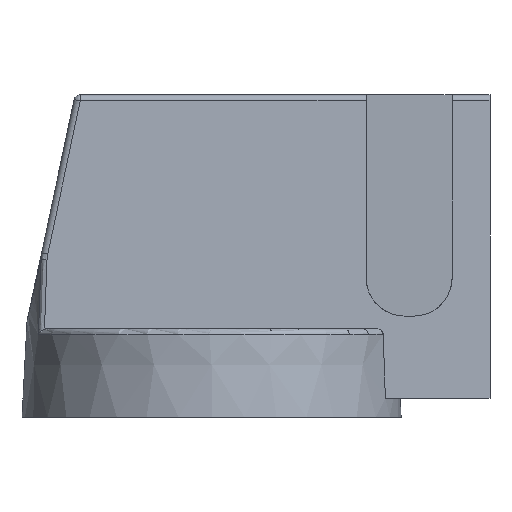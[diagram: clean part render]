
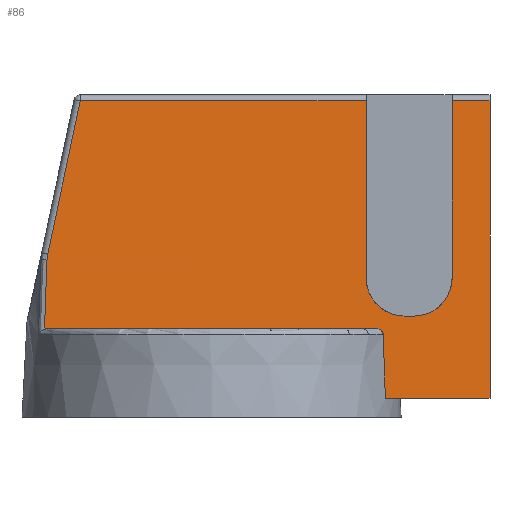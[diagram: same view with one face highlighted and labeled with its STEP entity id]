
A CAD part, front view. The second image highlights one B-rep face of the part: STEP entity #86.
In plain terms, the highlighted planar face has unit normal (0, -0.999, 0.052).
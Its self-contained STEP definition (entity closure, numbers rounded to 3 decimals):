
#86=ADVANCED_FACE('',(#200),#201,.T.);
#200=FACE_OUTER_BOUND('',#338,.T.);
#201=PLANE('',#339);
#338=EDGE_LOOP('',(#759,#760,#761,#762,#763,#764,#765,#766,#767,#768,#769,#770,#771,#772,#773,#774));
#339=AXIS2_PLACEMENT_3D('',#775,#776,#777);
#759=ORIENTED_EDGE('',*,*,#1106,.F.);
#760=ORIENTED_EDGE('',*,*,#1108,.F.);
#761=ORIENTED_EDGE('',*,*,#1109,.F.);
#762=ORIENTED_EDGE('',*,*,#1110,.F.);
#763=ORIENTED_EDGE('',*,*,#1111,.F.);
#764=ORIENTED_EDGE('',*,*,#1112,.F.);
#765=ORIENTED_EDGE('',*,*,#1113,.F.);
#766=ORIENTED_EDGE('',*,*,#1114,.F.);
#767=ORIENTED_EDGE('',*,*,#1115,.T.);
#768=ORIENTED_EDGE('',*,*,#1116,.T.);
#769=ORIENTED_EDGE('',*,*,#1117,.T.);
#770=ORIENTED_EDGE('',*,*,#1118,.F.);
#771=ORIENTED_EDGE('',*,*,#1119,.F.);
#772=ORIENTED_EDGE('',*,*,#1120,.F.);
#773=ORIENTED_EDGE('',*,*,#1121,.F.);
#774=ORIENTED_EDGE('',*,*,#1122,.F.);
#775=CARTESIAN_POINT('',(38.,9.449,7.));
#776=DIRECTION('',(0.,-0.999,0.052));
#777=DIRECTION('',(-1.0,0.,0.0));
#1106=EDGE_CURVE('',#1304,#1301,#1306,.T.);
#1108=EDGE_CURVE('',#1308,#1304,#1309,.T.);
#1109=EDGE_CURVE('',#1310,#1308,#1311,.T.);
#1110=EDGE_CURVE('',#1312,#1310,#1313,.T.);
#1111=EDGE_CURVE('',#1314,#1312,#1315,.T.);
#1112=EDGE_CURVE('',#1316,#1314,#1317,.T.);
#1113=EDGE_CURVE('',#1318,#1316,#1319,.T.);
#1114=EDGE_CURVE('',#1320,#1318,#1321,.T.);
#1115=EDGE_CURVE('',#1320,#1322,#1323,.T.);
#1116=EDGE_CURVE('',#1322,#1324,#1325,.T.);
#1117=EDGE_CURVE('',#1324,#1326,#1327,.T.);
#1118=EDGE_CURVE('',#1328,#1326,#1329,.T.);
#1119=EDGE_CURVE('',#1330,#1328,#1331,.T.);
#1120=EDGE_CURVE('',#1332,#1330,#1333,.T.);
#1121=EDGE_CURVE('',#1334,#1332,#1335,.T.);
#1122=EDGE_CURVE('',#1301,#1334,#1336,.T.);
#1301=VERTEX_POINT('',#1591);
#1304=VERTEX_POINT('',#1595);
#1306=LINE('',#1597,#1598);
#1308=VERTEX_POINT('',#1600);
#1309=LINE('',#1601,#1602);
#1310=VERTEX_POINT('',#1603);
#1311=LINE('',#1604,#1605);
#1312=VERTEX_POINT('',#1606);
#1313=ELLIPSE('',#1607,3.004,3.0);
#1314=VERTEX_POINT('',#1608);
#1315=LINE('',#1609,#1610);
#1316=VERTEX_POINT('',#1611);
#1317=ELLIPSE('',#1612,3.004,3.0);
#1318=VERTEX_POINT('',#1613);
#1319=LINE('',#1614,#1615);
#1320=VERTEX_POINT('',#1616);
#1321=LINE('',#1617,#1618);
#1322=VERTEX_POINT('',#1619);
#1323=LINE('',#1620,#1621);
#1324=VERTEX_POINT('',#1622);
#1325=B_SPLINE_CURVE_WITH_KNOTS('',3,(#1623,#1624,#1625,#1626),.UNSPECIFIED.,.F.,.F.,(4,4),(0.,1.),.UNSPECIFIED.);
#1326=VERTEX_POINT('',#1627);
#1327=B_SPLINE_CURVE_WITH_KNOTS('',3,(#1628,#1629,#1630,#1631),.UNSPECIFIED.,.F.,.F.,(4,4),(0.,1.0),.UNSPECIFIED.);
#1328=VERTEX_POINT('',#1632);
#1329=B_SPLINE_CURVE_WITH_KNOTS('',3,(#1633,#1634,#1635,#1636),.UNSPECIFIED.,.F.,.F.,(4,4),(0.0,1.),.UNSPECIFIED.);
#1330=VERTEX_POINT('',#1637);
#1331=LINE('',#1638,#1639);
#1332=VERTEX_POINT('',#1640);
#1333=B_SPLINE_CURVE_WITH_KNOTS('',3,(#1641,#1642,#1643,#1644,#1645,#1646,#1647,#1648,#1649,#1650,#1651,#1652,#1653,#1654,#1655,#1656),.UNSPECIFIED.,.F.,.F.,(4,3,3,3,3,4),(0.0,0.201,0.402,0.607,0.825,1.0),.UNSPECIFIED.);
#1334=VERTEX_POINT('',#1657);
#1335=B_SPLINE_CURVE_WITH_KNOTS('',3,(#1658,#1659,#1660,#1661),.UNSPECIFIED.,.F.,.F.,(4,4),(0.0,1.),.UNSPECIFIED.);
#1336=LINE('',#1662,#1663);
#1591=CARTESIAN_POINT('',(37.03,9.161,1.5));
#1595=CARTESIAN_POINT('',(37.03,10.393,25.026));
#1597=CARTESIAN_POINT('',(37.03,10.393,25.026));
#1598=VECTOR('',#1915,1.0);
#1600=CARTESIAN_POINT('',(34.03,10.393,25.026));
#1601=CARTESIAN_POINT('',(34.03,10.393,25.026));
#1602=VECTOR('',#1916,1.0);
#1603=CARTESIAN_POINT('',(34.03,9.658,11.));
#1604=CARTESIAN_POINT('',(34.03,9.658,11.));
#1605=VECTOR('',#1917,1.0);
#1606=CARTESIAN_POINT('',(31.03,9.501,8.));
#1607=AXIS2_PLACEMENT_3D('',#1918,#1919,#1920);
#1608=CARTESIAN_POINT('',(30.23,9.501,8.));
#1609=CARTESIAN_POINT('',(30.23,9.501,8.));
#1610=VECTOR('',#1921,1.0);
#1611=CARTESIAN_POINT('',(27.23,9.658,11.));
#1612=AXIS2_PLACEMENT_3D('',#1922,#1923,#1924);
#1613=CARTESIAN_POINT('',(27.23,10.393,25.026));
#1614=CARTESIAN_POINT('',(27.23,10.393,25.026));
#1615=VECTOR('',#1925,1.0);
#1616=CARTESIAN_POINT('',(4.612,10.393,25.026));
#1617=CARTESIAN_POINT('',(4.612,10.393,25.026));
#1618=VECTOR('',#1926,1.0);
#1619=CARTESIAN_POINT('',(2.034,9.758,12.899));
#1620=CARTESIAN_POINT('',(4.612,10.393,25.026));
#1621=VECTOR('',#1927,1.0);
#1622=CARTESIAN_POINT('',(1.98,9.737,12.473));
#1623=CARTESIAN_POINT('',(2.034,9.758,12.899));
#1624=CARTESIAN_POINT('',(2.003,9.75,12.752));
#1625=CARTESIAN_POINT('',(1.985,9.743,12.61));
#1626=CARTESIAN_POINT('',(1.98,9.736,12.473));
#1627=CARTESIAN_POINT('',(1.78,9.448,6.973));
#1628=CARTESIAN_POINT('',(1.98,9.736,12.473));
#1629=CARTESIAN_POINT('',(1.913,9.64,10.64));
#1630=CARTESIAN_POINT('',(1.846,9.543,8.807));
#1631=CARTESIAN_POINT('',(1.78,9.447,6.973));
#1632=CARTESIAN_POINT('',(1.953,9.449,7.));
#1633=CARTESIAN_POINT('',(1.953,9.449,7.));
#1634=CARTESIAN_POINT('',(1.895,9.449,7.));
#1635=CARTESIAN_POINT('',(1.835,9.448,6.991));
#1636=CARTESIAN_POINT('',(1.78,9.447,6.973));
#1637=CARTESIAN_POINT('',(28.047,9.449,7.));
#1638=CARTESIAN_POINT('',(28.047,9.449,7.));
#1639=VECTOR('',#1928,1.0);
#1640=CARTESIAN_POINT('',(28.577,9.424,6.526));
#1641=CARTESIAN_POINT('',(28.577,9.424,6.526));
#1642=CARTESIAN_POINT('',(28.575,9.427,6.578));
#1643=CARTESIAN_POINT('',(28.564,9.429,6.631));
#1644=CARTESIAN_POINT('',(28.545,9.432,6.68));
#1645=CARTESIAN_POINT('',(28.526,9.435,6.729));
#1646=CARTESIAN_POINT('',(28.498,9.437,6.774));
#1647=CARTESIAN_POINT('',(28.464,9.439,6.814));
#1648=CARTESIAN_POINT('',(28.429,9.441,6.855));
#1649=CARTESIAN_POINT('',(28.387,9.443,6.89));
#1650=CARTESIAN_POINT('',(28.342,9.444,6.918));
#1651=CARTESIAN_POINT('',(28.293,9.446,6.948));
#1652=CARTESIAN_POINT('',(28.239,9.447,6.97));
#1653=CARTESIAN_POINT('',(28.183,9.448,6.984));
#1654=CARTESIAN_POINT('',(28.139,9.448,6.995));
#1655=CARTESIAN_POINT('',(28.093,9.449,7.));
#1656=CARTESIAN_POINT('',(28.047,9.449,7.));
#1657=CARTESIAN_POINT('',(28.753,9.161,1.5));
#1658=CARTESIAN_POINT('',(28.753,9.161,1.5));
#1659=CARTESIAN_POINT('',(28.695,9.248,3.175));
#1660=CARTESIAN_POINT('',(28.636,9.336,4.851));
#1661=CARTESIAN_POINT('',(28.577,9.424,6.526));
#1662=CARTESIAN_POINT('',(37.03,9.161,1.5));
#1663=VECTOR('',#1929,1.0);
#1915=DIRECTION('',(0.,-0.052,-0.999));
#1916=DIRECTION('',(1.0,0.,0.));
#1917=DIRECTION('',(0.,0.052,0.999));
#1918=CARTESIAN_POINT('',(31.03,9.658,11.));
#1919=DIRECTION('',(0.,-0.999,0.052));
#1920=DIRECTION('',(0.,-0.052,-0.999));
#1921=DIRECTION('',(1.0,0.,0.));
#1922=CARTESIAN_POINT('',(30.23,9.658,11.));
#1923=DIRECTION('',(0.,-0.999,0.052));
#1924=DIRECTION('',(0.,-0.052,-0.999));
#1925=DIRECTION('',(0.,-0.052,-0.999));
#1926=DIRECTION('',(1.0,0.,0.));
#1927=DIRECTION('',(-0.208,-0.051,-0.977));
#1928=DIRECTION('',(-1.0,0.,0.));
#1929=DIRECTION('',(-1.0,0.,0.));
